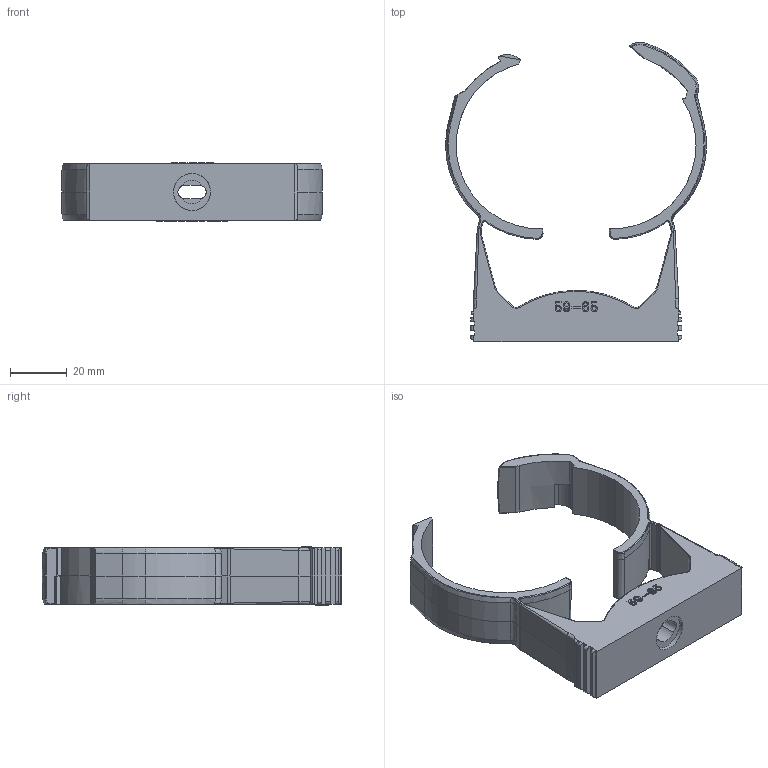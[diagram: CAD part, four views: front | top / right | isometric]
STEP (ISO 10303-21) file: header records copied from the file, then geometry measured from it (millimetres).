
FILE_DESCRIPTION(/* description */ (''),/* implementation_level */ '2;1');
FILE_NAME(/* name */ '2146487',/* time_stamp */ '2015-01-30T13:15:44+01:00',/* author */ (''),/* organization */ (''),/* preprocessor_version */ 'ST-DEVELOPER v15',/* originating_system */ '',/* authorisation */ '');
FILE_SCHEMA (('CONFIG_CONTROL_DESIGN'));
Length unit declared in the file: millimetre
Products named in the file (1): Document
Bounding box: 91.53 x 105.1 x 20.4 mm (x, y, z)
Volume: 37800 mm3; surface area: 17759.7 mm2
Topology: 1 solids, 1 shells, 920 faces, 2547 edges, 1649 vertices
Faces by surface type: bspline 464, plane 456
Entity records: 42719 total; most frequent: CARTESIAN_POINT 27176, ORIENTED_EDGE 5094, EDGE_CURVE 2547, B_SPLINE_CURVE_WITH_KNOTS 1865, VERTEX_POINT 1649, EDGE_LOOP 942, ADVANCED_FACE 920, FACE_OUTER_BOUND 920
